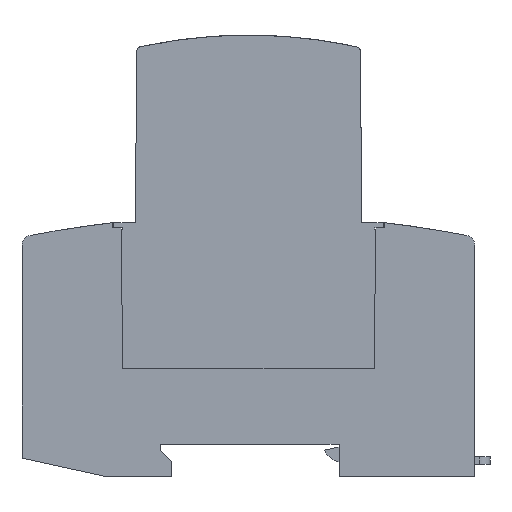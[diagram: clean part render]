
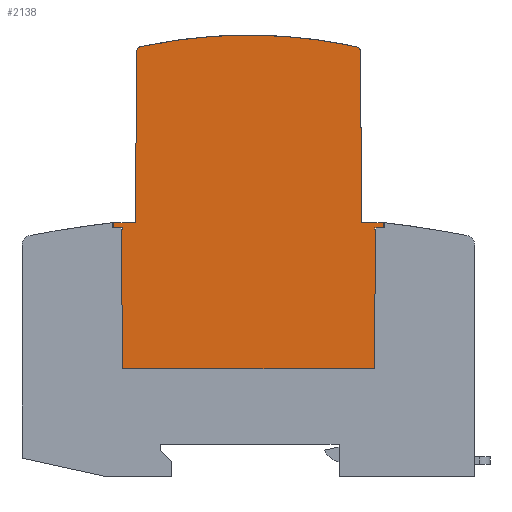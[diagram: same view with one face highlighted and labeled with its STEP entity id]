
A CAD part, left-side view. The second image highlights one B-rep face of the part: STEP entity #2138.
In plain terms, the highlighted planar face has unit normal (-1, 0, 0).
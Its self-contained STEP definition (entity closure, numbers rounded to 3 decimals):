
#2138=ADVANCED_FACE('',(#4356),#4357,.F.);
#4356=FACE_OUTER_BOUND('',#6600,.T.);
#4357=PLANE('',#6601);
#6600=EDGE_LOOP('',(#13142,#13143,#13144,#13145,#13146,#13147,#13148,#13149,#13150,#13151,#13152,#13153,#13154,#13155,#13156,#13157,#13158,#13159,#13160,#13161,#13162));
#6601=AXIS2_PLACEMENT_3D('',#13163,#13164,#13165);
#13142=ORIENTED_EDGE('',*,*,#16054,.F.);
#13143=ORIENTED_EDGE('',*,*,#16018,.F.);
#13144=ORIENTED_EDGE('',*,*,#13486,.F.);
#13145=ORIENTED_EDGE('',*,*,#16023,.F.);
#13146=ORIENTED_EDGE('',*,*,#15983,.T.);
#13147=ORIENTED_EDGE('',*,*,#16027,.F.);
#13148=ORIENTED_EDGE('',*,*,#16030,.T.);
#13149=ORIENTED_EDGE('',*,*,#15229,.F.);
#13150=ORIENTED_EDGE('',*,*,#15257,.T.);
#13151=ORIENTED_EDGE('',*,*,#16034,.F.);
#13152=ORIENTED_EDGE('',*,*,#16060,.F.);
#13153=ORIENTED_EDGE('',*,*,#16061,.F.);
#13154=ORIENTED_EDGE('',*,*,#16062,.F.);
#13155=ORIENTED_EDGE('',*,*,#16063,.F.);
#13156=ORIENTED_EDGE('',*,*,#16064,.F.);
#13157=ORIENTED_EDGE('',*,*,#16038,.F.);
#13158=ORIENTED_EDGE('',*,*,#16042,.T.);
#13159=ORIENTED_EDGE('',*,*,#16065,.F.);
#13160=ORIENTED_EDGE('',*,*,#16047,.T.);
#13161=ORIENTED_EDGE('',*,*,#16051,.F.);
#13162=ORIENTED_EDGE('',*,*,#15988,.T.);
#13163=CARTESIAN_POINT('',(-17.55,45.011,52.739));
#13164=DIRECTION('',(1.0,0.0,0.));
#13165=DIRECTION('',(0.,0.0,-1.0));
#13486=EDGE_CURVE('',#16163,#16165,#16166,.T.);
#15229=EDGE_CURVE('',#18802,#18804,#18805,.T.);
#15257=EDGE_CURVE('',#18802,#18843,#18845,.T.);
#15983=EDGE_CURVE('',#19880,#19878,#19881,.T.);
#15988=EDGE_CURVE('',#19889,#19887,#19890,.T.);
#16018=EDGE_CURVE('',#16165,#19929,#19930,.T.);
#16023=EDGE_CURVE('',#19880,#16163,#19936,.T.);
#16027=EDGE_CURVE('',#19940,#19878,#19942,.T.);
#16030=EDGE_CURVE('',#19940,#18804,#19945,.T.);
#16034=EDGE_CURVE('',#19949,#18843,#19951,.T.);
#16038=EDGE_CURVE('',#19956,#19958,#19959,.T.);
#16042=EDGE_CURVE('',#19956,#19962,#19965,.T.);
#16047=EDGE_CURVE('',#19973,#19971,#19974,.T.);
#16051=EDGE_CURVE('',#19889,#19971,#19978,.T.);
#16054=EDGE_CURVE('',#19929,#19887,#19981,.T.);
#16060=EDGE_CURVE('',#19987,#19949,#19988,.T.);
#16061=EDGE_CURVE('',#19989,#19987,#19990,.T.);
#16062=EDGE_CURVE('',#19991,#19989,#19992,.T.);
#16063=EDGE_CURVE('',#19993,#19991,#19994,.T.);
#16064=EDGE_CURVE('',#19958,#19993,#19995,.T.);
#16065=EDGE_CURVE('',#19973,#19962,#19996,.T.);
#16163=VERTEX_POINT('',#20133);
#16165=VERTEX_POINT('',#20136);
#16166=CIRCLE('',#20137,100.);
#18802=VERTEX_POINT('',#24968);
#18804=VERTEX_POINT('',#24971);
#18805=LINE('',#24972,#24973);
#18843=VERTEX_POINT('',#25030);
#18845=LINE('',#25033,#25034);
#19878=VERTEX_POINT('',#26669);
#19880=VERTEX_POINT('',#26672);
#19881=LINE('',#26673,#26674);
#19887=VERTEX_POINT('',#26682);
#19889=VERTEX_POINT('',#26685);
#19890=LINE('',#26686,#26687);
#19929=VERTEX_POINT('',#26818);
#19930=CIRCLE('',#26819,100.);
#19936=CIRCLE('',#26826,1.);
#19940=VERTEX_POINT('',#26831);
#19942=LINE('',#26834,#26835);
#19945=LINE('',#26839,#26840);
#19949=VERTEX_POINT('',#26845);
#19951=LINE('',#26848,#26849);
#19956=VERTEX_POINT('',#26855);
#19958=VERTEX_POINT('',#26858);
#19959=LINE('',#26859,#26860);
#19962=VERTEX_POINT('',#26864);
#19965=LINE('',#26868,#26869);
#19971=VERTEX_POINT('',#26877);
#19973=VERTEX_POINT('',#26880);
#19974=LINE('',#26881,#26882);
#19978=LINE('',#26888,#26889);
#19981=CIRCLE('',#26892,1.);
#19987=VERTEX_POINT('',#26901);
#19988=LINE('',#26902,#26903);
#19989=VERTEX_POINT('',#26904);
#19990=LINE('',#26905,#26906);
#19991=VERTEX_POINT('',#26907);
#19992=LINE('',#26908,#26909);
#19993=VERTEX_POINT('',#26910);
#19994=LINE('',#26911,#26912);
#19995=LINE('',#26913,#26914);
#19996=LINE('',#26915,#26916);
#20133=CARTESIAN_POINT('',(-17.55,66.401,85.493));
#20136=CARTESIAN_POINT('',(-17.55,45.,87.81));
#20137=AXIS2_PLACEMENT_3D('',#27109,#27110,#27111);
#24968=CARTESIAN_POINT('',(-17.55,70.5,49.5));
#24971=CARTESIAN_POINT('',(-17.55,71.75,49.5));
#24972=CARTESIAN_POINT('',(-17.55,58.131,49.5));
#24973=VECTOR('',#28940,1.0);
#25030=CARTESIAN_POINT('',(-17.55,70.08,49.5));
#25033=CARTESIAN_POINT('',(-17.55,71.75,49.5));
#25034=VECTOR('',#28961,1.0);
#26669=CARTESIAN_POINT('',(-17.55,67.484,50.5));
#26672=CARTESIAN_POINT('',(-17.55,67.187,84.525));
#26673=CARTESIAN_POINT('',(-17.55,67.187,84.525));
#26674=VECTOR('',#29646,1.0);
#26682=CARTESIAN_POINT('',(-17.55,22.767,84.515));
#26685=CARTESIAN_POINT('',(-17.55,22.47,50.5));
#26686=CARTESIAN_POINT('',(-17.55,22.47,50.5));
#26687=VECTOR('',#29650,1.);
#26818=CARTESIAN_POINT('',(-17.55,23.552,85.483));
#26819=AXIS2_PLACEMENT_3D('',#29670,#29671,#29672);
#26826=AXIS2_PLACEMENT_3D('',#29680,#29681,#29682);
#26831=CARTESIAN_POINT('',(-17.55,71.75,50.5));
#26834=CARTESIAN_POINT('',(-17.55,71.75,50.5));
#26835=VECTOR('',#29685,1.0);
#26839=CARTESIAN_POINT('',(-17.55,71.75,50.5));
#26840=VECTOR('',#29687,1.0);
#26845=CARTESIAN_POINT('',(-17.55,70.077,49.077));
#26848=CARTESIAN_POINT('',(-17.55,70.077,49.077));
#26849=VECTOR('',#29690,1.);
#26855=CARTESIAN_POINT('',(-17.55,19.873,49.5));
#26858=CARTESIAN_POINT('',(-17.55,19.877,49.123));
#26859=CARTESIAN_POINT('',(-17.55,19.873,49.5));
#26860=VECTOR('',#29693,1.);
#26864=CARTESIAN_POINT('',(-17.55,19.5,49.5));
#26868=CARTESIAN_POINT('',(-17.55,19.873,49.5));
#26869=VECTOR('',#29696,1.0);
#26877=CARTESIAN_POINT('',(-17.55,18.25,50.5));
#26880=CARTESIAN_POINT('',(-17.55,18.25,49.5));
#26881=CARTESIAN_POINT('',(-17.55,18.25,49.5));
#26882=VECTOR('',#29700,1.0);
#26888=CARTESIAN_POINT('',(-17.55,22.47,50.5));
#26889=VECTOR('',#29703,1.0);
#26892=AXIS2_PLACEMENT_3D('',#29707,#29708,#29709);
#26901=CARTESIAN_POINT('',(-17.55,70.26,49.26));
#26902=CARTESIAN_POINT('',(-17.55,70.26,49.26));
#26903=VECTOR('',#29713,1.0);
#26904=CARTESIAN_POINT('',(-17.55,70.018,21.5));
#26905=CARTESIAN_POINT('',(-17.55,70.214,43.949));
#26906=VECTOR('',#29714,1.0);
#26907=CARTESIAN_POINT('',(-17.55,19.982,21.5));
#26908=CARTESIAN_POINT('',(-17.55,45.006,21.5));
#26909=VECTOR('',#29715,1.0);
#26910=CARTESIAN_POINT('',(-17.55,19.74,49.26));
#26911=CARTESIAN_POINT('',(-17.55,19.786,43.949));
#26912=VECTOR('',#29716,1.0);
#26913=CARTESIAN_POINT('',(-17.55,19.877,49.123));
#26914=VECTOR('',#29717,1.0);
#26915=CARTESIAN_POINT('',(-17.55,31.881,49.5));
#26916=VECTOR('',#29718,1.0);
#27109=CARTESIAN_POINT('',(-17.55,45.,-12.19));
#27110=DIRECTION('',(1.0,0.0,0.));
#27111=DIRECTION('',(0.,0.0,-1.0));
#28940=DIRECTION('',(0.0,1.0,0.0));
#28961=DIRECTION('',(0.0,-1.0,0.0));
#29646=DIRECTION('',(0.,0.009,-1.));
#29650=DIRECTION('',(0.,0.009,1.));
#29670=CARTESIAN_POINT('',(-17.55,45.,-12.19));
#29671=DIRECTION('',(1.0,0.0,0.));
#29672=DIRECTION('',(0.,0.0,-1.0));
#29680=CARTESIAN_POINT('',(-17.55,66.187,84.516));
#29681=DIRECTION('',(1.0,0.0,0.));
#29682=DIRECTION('',(0.,0.0,-1.0));
#29685=DIRECTION('',(0.0,-1.0,0.0));
#29687=DIRECTION('',(0.,0.0,-1.0));
#29690=DIRECTION('',(0.,0.009,1.));
#29693=DIRECTION('',(0.,0.009,-1.));
#29696=DIRECTION('',(0.0,-1.0,0.0));
#29700=DIRECTION('',(0.,0.0,1.0));
#29703=DIRECTION('',(0.0,-1.0,0.0));
#29707=CARTESIAN_POINT('',(-17.55,23.767,84.506));
#29708=DIRECTION('',(1.0,0.0,0.));
#29709=DIRECTION('',(0.,0.0,-1.0));
#29713=DIRECTION('',(0.,-0.707,-0.707));
#29714=DIRECTION('',(0.,0.009,1.));
#29715=DIRECTION('',(0.0,1.0,0.0));
#29716=DIRECTION('',(0.,0.009,-1.));
#29717=DIRECTION('',(0.,-0.707,0.707));
#29718=DIRECTION('',(0.0,1.0,0.0));
